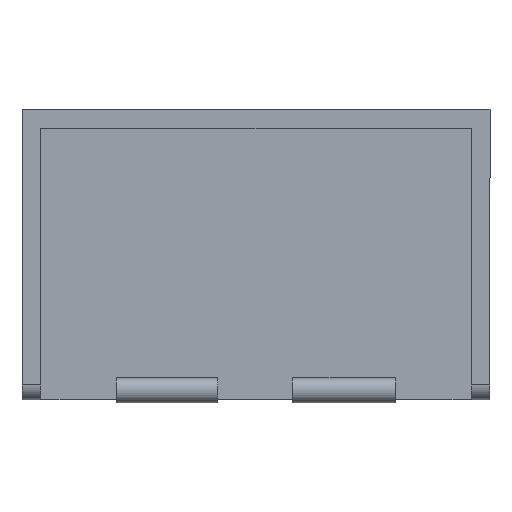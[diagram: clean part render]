
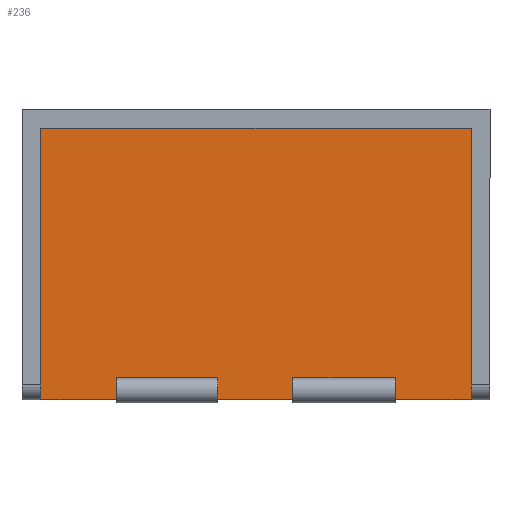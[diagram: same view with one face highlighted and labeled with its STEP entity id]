
A CAD part, front view. The second image highlights one B-rep face of the part: STEP entity #236.
In plain terms, the highlighted planar face has unit normal (0, -1, 0).
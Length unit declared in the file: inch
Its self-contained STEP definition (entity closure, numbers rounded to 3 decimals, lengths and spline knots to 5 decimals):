
#6 = CARTESIAN_POINT ( 'NONE',  ( -3.11417, 0., -1.93307 ) ) ;
#25 = CARTESIAN_POINT ( 'NONE',  ( 0.49, 0., -1.80807 ) ) ;
#35 = ORIENTED_EDGE ( 'NONE', *, *, #453, .T. ) ;
#67 = ORIENTED_EDGE ( 'NONE', *, *, #543, .T. ) ;
#71 = CARTESIAN_POINT ( 'NONE',  ( 1.85417, 0., -1.68307 ) ) ;
#76 = EDGE_CURVE ( 'NONE', #304, #902, #784, .T. ) ;
#88 = VECTOR ( 'NONE', #104, 39.37008 ) ;
#96 = EDGE_CURVE ( 'NONE', #997, #304, #524, .T. ) ;
#99 = DIRECTION ( 'NONE',  ( 0., 0., 1. ) ) ;
#104 = DIRECTION ( 'NONE',  ( 0., 0., 1. ) ) ;
#123 = LINE ( 'NONE', #449, #957 ) ;
#131 = ORIENTED_EDGE ( 'NONE', *, *, #858, .F. ) ;
#133 = CARTESIAN_POINT ( 'NONE',  ( -3.11417, 0., -1.93307 ) ) ;
#145 = ORIENTED_EDGE ( 'NONE', *, *, #357, .T. ) ;
#155 = CARTESIAN_POINT ( 'NONE',  ( -0.51, 0., -1.93307 ) ) ;
#180 = LINE ( 'NONE', #845, #88 ) ;
#187 = VECTOR ( 'NONE', #341, 39.37008 ) ;
#202 = CARTESIAN_POINT ( 'NONE',  ( -0.51, 0., -1.93307 ) ) ;
#214 = VERTEX_POINT ( 'NONE', #736 ) ;
#229 = CARTESIAN_POINT ( 'NONE',  ( 0., 0., -1.68307 ) ) ;
#233 = CARTESIAN_POINT ( 'NONE',  ( 0.49, 0., -1.68307 ) ) ;
#236 = ADVANCED_FACE ( 'NONE', ( #995 ), #573, .F. ) ;
#248 = EDGE_CURVE ( 'NONE', #563, #569, #755, .T. ) ;
#283 = DIRECTION ( 'NONE',  ( -1., 0., 0. ) ) ;
#303 = DIRECTION ( 'NONE',  ( 0., 0., 1. ) ) ;
#304 = VERTEX_POINT ( 'NONE', #510 ) ;
#306 = ORIENTED_EDGE ( 'NONE', *, *, #592, .T. ) ;
#336 = VERTEX_POINT ( 'NONE', #620 ) ;
#341 = DIRECTION ( 'NONE',  ( -1., 0., 0. ) ) ;
#357 = EDGE_CURVE ( 'NONE', #1048, #915, #515, .T. ) ;
#384 = DIRECTION ( 'NONE',  ( -1., 0., 0. ) ) ;
#400 = LINE ( 'NONE', #229, #746 ) ;
#423 = VECTOR ( 'NONE', #303, 39.37008 ) ;
#428 = DIRECTION ( 'NONE',  ( 0., 1., 0. ) ) ;
#445 = CARTESIAN_POINT ( 'NONE',  ( -1.85417, 0., -1.68307 ) ) ;
#449 = CARTESIAN_POINT ( 'NONE',  ( -2.86417, 0., 1.68307 ) ) ;
#452 = ORIENTED_EDGE ( 'NONE', *, *, #790, .T. ) ;
#453 = EDGE_CURVE ( 'NONE', #563, #606, #180, .T. ) ;
#454 = DIRECTION ( 'NONE',  ( -1., 0., 0. ) ) ;
#459 = CARTESIAN_POINT ( 'NONE',  ( 2.86417, 0., 1.68307 ) ) ;
#474 = CARTESIAN_POINT ( 'NONE',  ( -0.51, 0., -1.68307 ) ) ;
#485 = LINE ( 'NONE', #811, #834 ) ;
#500 = EDGE_CURVE ( 'NONE', #902, #964, #905, .T. ) ;
#510 = CARTESIAN_POINT ( 'NONE',  ( 0.49, 0., -1.93307 ) ) ;
#515 = LINE ( 'NONE', #765, #816 ) ;
#524 = LINE ( 'NONE', #25, #786 ) ;
#543 = EDGE_CURVE ( 'NONE', #997, #214, #400, .T. ) ;
#563 = VERTEX_POINT ( 'NONE', #984 ) ;
#564 = VERTEX_POINT ( 'NONE', #908 ) ;
#569 = VERTEX_POINT ( 'NONE', #1047 ) ;
#573 = PLANE ( 'NONE',  #657 ) ;
#580 = DIRECTION ( 'NONE',  ( 0., 0., 1. ) ) ;
#592 = EDGE_CURVE ( 'NONE', #214, #564, #894, .T. ) ;
#596 = EDGE_CURVE ( 'NONE', #336, #569, #485, .T. ) ;
#606 = VERTEX_POINT ( 'NONE', #445 ) ;
#612 = EDGE_LOOP ( 'NONE', ( #452, #831, #990, #35, #131, #795, #870, #756, #67, #306, #656, #145 ) ) ;
#620 = CARTESIAN_POINT ( 'NONE',  ( -2.86417, 0., 1.68307 ) ) ;
#656 = ORIENTED_EDGE ( 'NONE', *, *, #887, .F. ) ;
#657 = AXIS2_PLACEMENT_3D ( 'NONE', #906, #428, #580 ) ;
#693 = DIRECTION ( 'NONE',  ( -1., 0., 0. ) ) ;
#704 = DIRECTION ( 'NONE',  ( 0., 0., -1. ) ) ;
#736 = CARTESIAN_POINT ( 'NONE',  ( 1.85417, 0., -1.68307 ) ) ;
#742 = DIRECTION ( 'NONE',  ( 1., 0., 0. ) ) ;
#746 = VECTOR ( 'NONE', #742, 39.37008 ) ;
#755 = LINE ( 'NONE', #6, #187 ) ;
#756 = ORIENTED_EDGE ( 'NONE', *, *, #96, .F. ) ;
#758 = CARTESIAN_POINT ( 'NONE',  ( 2.86417, 0., -1.93307 ) ) ;
#765 = CARTESIAN_POINT ( 'NONE',  ( 2.86417, 0., 1.93307 ) ) ;
#784 = LINE ( 'NONE', #1021, #1024 ) ;
#786 = VECTOR ( 'NONE', #704, 39.37008 ) ;
#790 = EDGE_CURVE ( 'NONE', #915, #336, #123, .T. ) ;
#795 = ORIENTED_EDGE ( 'NONE', *, *, #500, .F. ) ;
#796 = CARTESIAN_POINT ( 'NONE',  ( -0.51, 0., -1.68307 ) ) ;
#811 = CARTESIAN_POINT ( 'NONE',  ( -2.86417, 0., 1.93307 ) ) ;
#816 = VECTOR ( 'NONE', #99, 39.37008 ) ;
#825 = VECTOR ( 'NONE', #454, 39.37008 ) ;
#831 = ORIENTED_EDGE ( 'NONE', *, *, #596, .T. ) ;
#834 = VECTOR ( 'NONE', #898, 39.37008 ) ;
#845 = CARTESIAN_POINT ( 'NONE',  ( -1.85417, 0., -1.93307 ) ) ;
#858 = EDGE_CURVE ( 'NONE', #964, #606, #863, .T. ) ;
#863 = LINE ( 'NONE', #796, #825 ) ;
#870 = ORIENTED_EDGE ( 'NONE', *, *, #76, .F. ) ;
#878 = LINE ( 'NONE', #133, #1012 ) ;
#887 = EDGE_CURVE ( 'NONE', #1048, #564, #878, .T. ) ;
#894 = LINE ( 'NONE', #71, #1020 ) ;
#898 = DIRECTION ( 'NONE',  ( 0., 0., -1. ) ) ;
#902 = VERTEX_POINT ( 'NONE', #202 ) ;
#905 = LINE ( 'NONE', #155, #423 ) ;
#906 = CARTESIAN_POINT ( 'NONE',  ( 0., 0., 0. ) ) ;
#908 = CARTESIAN_POINT ( 'NONE',  ( 1.85417, 0., -1.93307 ) ) ;
#915 = VERTEX_POINT ( 'NONE', #459 ) ;
#957 = VECTOR ( 'NONE', #693, 39.37008 ) ;
#964 = VERTEX_POINT ( 'NONE', #474 ) ;
#967 = DIRECTION ( 'NONE',  ( 0., 0., -1. ) ) ;
#984 = CARTESIAN_POINT ( 'NONE',  ( -1.85417, 0., -1.93307 ) ) ;
#990 = ORIENTED_EDGE ( 'NONE', *, *, #248, .F. ) ;
#995 = FACE_OUTER_BOUND ( 'NONE', #612, .T. ) ;
#997 = VERTEX_POINT ( 'NONE', #233 ) ;
#1012 = VECTOR ( 'NONE', #384, 39.37008 ) ;
#1020 = VECTOR ( 'NONE', #967, 39.37008 ) ;
#1021 = CARTESIAN_POINT ( 'NONE',  ( -3.11417, 0., -1.93307 ) ) ;
#1024 = VECTOR ( 'NONE', #283, 39.37008 ) ;
#1047 = CARTESIAN_POINT ( 'NONE',  ( -2.86417, 0., -1.93307 ) ) ;
#1048 = VERTEX_POINT ( 'NONE', #758 ) ;
